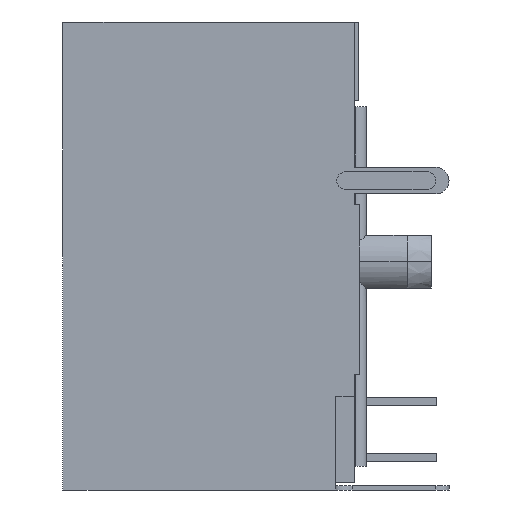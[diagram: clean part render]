
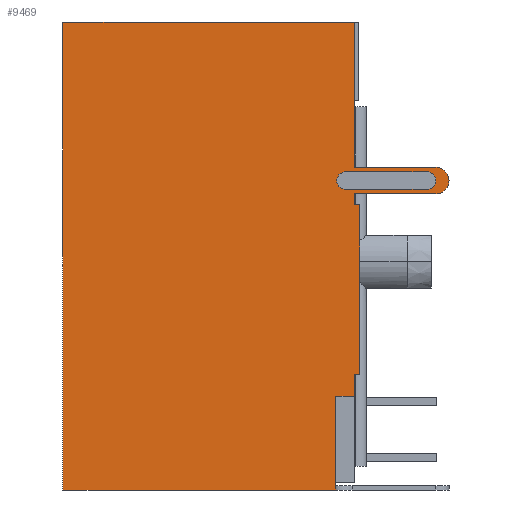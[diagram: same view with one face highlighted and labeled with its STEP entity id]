
A CAD part, left-side view. The second image highlights one B-rep face of the part: STEP entity #9469.
In plain terms, the highlighted planar face has unit normal (-1, 0, 0).
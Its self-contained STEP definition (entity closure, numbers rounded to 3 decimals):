
#54 = CARTESIAN_POINT ( 'NONE',  ( -0.32, 0.85, -20.92 ) ) ;
#163 = ORIENTED_EDGE ( 'NONE', *, *, #13546, .F. ) ;
#321 = VECTOR ( 'NONE', #13258, 1000. ) ;
#500 = CARTESIAN_POINT ( 'NONE',  ( -0.32, 13., -20.92 ) ) ;
#784 = DIRECTION ( 'NONE',  ( 0., 0., -1. ) ) ;
#817 = DIRECTION ( 'NONE',  ( 0., 0., 1. ) ) ;
#897 = DIRECTION ( 'NONE',  ( 0., 0., 1. ) ) ;
#950 = CARTESIAN_POINT ( 'NONE',  ( -0.32, -3.3, -7.26 ) ) ;
#1348 = ORIENTED_EDGE ( 'NONE', *, *, #1862, .F. ) ;
#1530 = EDGE_CURVE ( 'NONE', #11954, #15119, #4662, .T. ) ;
#1705 = VECTOR ( 'NONE', #9861, 1000. ) ;
#1862 = EDGE_CURVE ( 'NONE', #8329, #11104, #22578, .T. ) ;
#1924 = ORIENTED_EDGE ( 'NONE', *, *, #10782, .F. ) ;
#2024 = VERTEX_POINT ( 'NONE', #11567 ) ;
#2166 = VECTOR ( 'NONE', #9723, 1000. ) ;
#2358 = CARTESIAN_POINT ( 'NONE',  ( -0.32, 0., -7.46 ) ) ;
#2576 = DIRECTION ( 'NONE',  ( 1., 0., 0. ) ) ;
#2832 = CARTESIAN_POINT ( 'NONE',  ( -0.32, -0.25, -15.67 ) ) ;
#3032 = CARTESIAN_POINT ( 'NONE',  ( -0.32, -3.3, -7.26 ) ) ;
#3123 = EDGE_CURVE ( 'NONE', #4539, #5959, #4467, .T. ) ;
#3257 = VERTEX_POINT ( 'NONE', #15271 ) ;
#3317 = VERTEX_POINT ( 'NONE', #3032 ) ;
#3418 = VERTEX_POINT ( 'NONE', #17534 ) ;
#4299 = AXIS2_PLACEMENT_3D ( 'NONE', #13132, #2576, #14907 ) ;
#4406 = LINE ( 'NONE', #950, #321 ) ;
#4467 = LINE ( 'NONE', #11402, #13861 ) ;
#4481 = DIRECTION ( 'NONE',  ( 1., 0., 0. ) ) ;
#4539 = VERTEX_POINT ( 'NONE', #15679 ) ;
#4555 = LINE ( 'NONE', #500, #5123 ) ;
#4662 = LINE ( 'NONE', #7828, #5752 ) ;
#4663 = CARTESIAN_POINT ( 'NONE',  ( -0.32, -0.25, -7.96 ) ) ;
#4788 = VERTEX_POINT ( 'NONE', #18373 ) ;
#5123 = VECTOR ( 'NONE', #12792, 1000. ) ;
#5692 = CARTESIAN_POINT ( 'NONE',  ( -0.32, 0., -16.67 ) ) ;
#5752 = VECTOR ( 'NONE', #14249, 1000. ) ;
#5780 = EDGE_CURVE ( 'NONE', #3418, #8329, #14702, .T. ) ;
#5872 = DIRECTION ( 'NONE',  ( 0., 0., -1. ) ) ;
#5899 = CIRCLE ( 'NONE', #11367, 0.6 ) ;
#5959 = VERTEX_POINT ( 'NONE', #4663 ) ;
#5992 = LINE ( 'NONE', #5692, #10130 ) ;
#6027 = FACE_OUTER_BOUND ( 'NONE', #16661, .T. ) ;
#6269 = EDGE_CURVE ( 'NONE', #9319, #2024, #13835, .T. ) ;
#6315 = LINE ( 'NONE', #2832, #1705 ) ;
#6950 = CARTESIAN_POINT ( 'NONE',  ( -0.32, 13.25, 0.35 ) ) ;
#7074 = EDGE_CURVE ( 'NONE', #3317, #4788, #4406, .T. ) ;
#7168 = DIRECTION ( 'NONE',  ( 0., 0., -1. ) ) ;
#7642 = EDGE_CURVE ( 'NONE', #7986, #3418, #20344, .T. ) ;
#7828 = CARTESIAN_POINT ( 'NONE',  ( -0.32, 0.4, -6.46 ) ) ;
#7986 = VERTEX_POINT ( 'NONE', #6950 ) ;
#8329 = VERTEX_POINT ( 'NONE', #11558 ) ;
#8965 = VECTOR ( 'NONE', #18122, 1000. ) ;
#9084 = VECTOR ( 'NONE', #7168, 1000. ) ;
#9264 = ORIENTED_EDGE ( 'NONE', *, *, #7074, .T. ) ;
#9285 = ORIENTED_EDGE ( 'NONE', *, *, #20802, .F. ) ;
#9292 = ORIENTED_EDGE ( 'NONE', *, *, #15939, .F. ) ;
#9310 = CARTESIAN_POINT ( 'NONE',  ( -0.32, 0.4, -6.46 ) ) ;
#9319 = VERTEX_POINT ( 'NONE', #18007 ) ;
#9469 = ADVANCED_FACE ( 'NONE', ( #6027, #19601 ), #13033, .T. ) ;
#9626 = CARTESIAN_POINT ( 'NONE',  ( -0.32, 0., -15.67 ) ) ;
#9705 = DIRECTION ( 'NONE',  ( 0., 0., 1. ) ) ;
#9723 = DIRECTION ( 'NONE',  ( 0., -1., 0. ) ) ;
#9861 = DIRECTION ( 'NONE',  ( 0., 1., 0. ) ) ;
#10098 = VECTOR ( 'NONE', #5872, 1000. ) ;
#10130 = VECTOR ( 'NONE', #19824, 1000. ) ;
#10148 = CARTESIAN_POINT ( 'NONE',  ( -0.32, -0.25, -7.96 ) ) ;
#10410 = CARTESIAN_POINT ( 'NONE',  ( -0.32, 13.25, -20.92 ) ) ;
#10432 = DIRECTION ( 'NONE',  ( 1., 0., 0. ) ) ;
#10571 = CARTESIAN_POINT ( 'NONE',  ( -0.32, 0., -6.26 ) ) ;
#10732 = ORIENTED_EDGE ( 'NONE', *, *, #13991, .T. ) ;
#10782 = EDGE_CURVE ( 'NONE', #15408, #9319, #18626, .T. ) ;
#10925 = CARTESIAN_POINT ( 'NONE',  ( -0.32, -3.7, -7.46 ) ) ;
#11076 = EDGE_CURVE ( 'NONE', #5959, #2024, #22461, .T. ) ;
#11104 = VERTEX_POINT ( 'NONE', #13732 ) ;
#11305 = DIRECTION ( 'NONE',  ( -1., 0., 0. ) ) ;
#11367 = AXIS2_PLACEMENT_3D ( 'NONE', #15056, #4481, #16829 ) ;
#11402 = CARTESIAN_POINT ( 'NONE',  ( -0.32, -0.25, -7.96 ) ) ;
#11558 = CARTESIAN_POINT ( 'NONE',  ( -0.32, 0., -6.26 ) ) ;
#11567 = CARTESIAN_POINT ( 'NONE',  ( -0.32, 0., -7.96 ) ) ;
#11577 = ORIENTED_EDGE ( 'NONE', *, *, #1530, .T. ) ;
#11784 = CIRCLE ( 'NONE', #18444, 0.4 ) ;
#11851 = VECTOR ( 'NONE', #9705, 1000. ) ;
#11954 = VERTEX_POINT ( 'NONE', #9310 ) ;
#12126 = EDGE_CURVE ( 'NONE', #15260, #7986, #17131, .T. ) ;
#12373 = DIRECTION ( 'NONE',  ( 0., -1., 0. ) ) ;
#12566 = ORIENTED_EDGE ( 'NONE', *, *, #6269, .F. ) ;
#12670 = CARTESIAN_POINT ( 'NONE',  ( -0.32, -3.7, -7.46 ) ) ;
#12735 = VERTEX_POINT ( 'NONE', #54 ) ;
#12792 = DIRECTION ( 'NONE',  ( 0., 1., 0. ) ) ;
#12825 = CIRCLE ( 'NONE', #4299, 0.4 ) ;
#13033 = PLANE ( 'NONE',  #17185 ) ;
#13075 = VECTOR ( 'NONE', #18976, 1000. ) ;
#13132 = CARTESIAN_POINT ( 'NONE',  ( -0.32, 0.4, -6.86 ) ) ;
#13194 = VECTOR ( 'NONE', #12373, 1000. ) ;
#13258 = DIRECTION ( 'NONE',  ( 0., 1., 0. ) ) ;
#13274 = EDGE_CURVE ( 'NONE', #15119, #3317, #11784, .T. ) ;
#13546 = EDGE_CURVE ( 'NONE', #20105, #3257, #19531, .T. ) ;
#13732 = CARTESIAN_POINT ( 'NONE',  ( -0.32, -3.7, -6.26 ) ) ;
#13835 = LINE ( 'NONE', #19562, #9084 ) ;
#13861 = VECTOR ( 'NONE', #897, 1000. ) ;
#13952 = VECTOR ( 'NONE', #14523, 1000. ) ;
#13991 = EDGE_CURVE ( 'NONE', #4788, #11954, #12825, .T. ) ;
#14029 = EDGE_CURVE ( 'NONE', #11104, #15408, #5899, .T. ) ;
#14249 = DIRECTION ( 'NONE',  ( 0., -1., 0. ) ) ;
#14523 = DIRECTION ( 'NONE',  ( 0., 1., 0. ) ) ;
#14702 = LINE ( 'NONE', #18245, #19411 ) ;
#14907 = DIRECTION ( 'NONE',  ( 0., 0., -1. ) ) ;
#15056 = CARTESIAN_POINT ( 'NONE',  ( -0.32, -3.7, -6.86 ) ) ;
#15119 = VERTEX_POINT ( 'NONE', #17090 ) ;
#15260 = VERTEX_POINT ( 'NONE', #10410 ) ;
#15271 = CARTESIAN_POINT ( 'NONE',  ( -0.32, 0., -16.67 ) ) ;
#15408 = VERTEX_POINT ( 'NONE', #12670 ) ;
#15679 = CARTESIAN_POINT ( 'NONE',  ( -0.32, -0.25, -15.67 ) ) ;
#15695 = ORIENTED_EDGE ( 'NONE', *, *, #5780, .F. ) ;
#15833 = EDGE_LOOP ( 'NONE', ( #9264, #10732, #11577, #20820 ) ) ;
#15912 = EDGE_CURVE ( 'NONE', #12735, #15260, #4555, .T. ) ;
#15939 = EDGE_CURVE ( 'NONE', #16408, #12735, #18398, .T. ) ;
#16321 = CARTESIAN_POINT ( 'NONE',  ( -0.32, 0.85, -20.67 ) ) ;
#16408 = VERTEX_POINT ( 'NONE', #17747 ) ;
#16661 = EDGE_LOOP ( 'NONE', ( #1348, #15695, #20897, #18497, #19854, #9292, #9285, #163, #21050, #19662, #17673, #12566, #1924, #20679 ) ) ;
#16829 = DIRECTION ( 'NONE',  ( 0., 0., -1. ) ) ;
#17090 = CARTESIAN_POINT ( 'NONE',  ( -0.32, -3.3, -6.46 ) ) ;
#17131 = LINE ( 'NONE', #22070, #11851 ) ;
#17185 = AXIS2_PLACEMENT_3D ( 'NONE', #21890, #11305, #817 ) ;
#17534 = CARTESIAN_POINT ( 'NONE',  ( -0.32, 0., 0.35 ) ) ;
#17673 = ORIENTED_EDGE ( 'NONE', *, *, #11076, .T. ) ;
#17747 = CARTESIAN_POINT ( 'NONE',  ( -0.32, 0.85, -16.67 ) ) ;
#18007 = CARTESIAN_POINT ( 'NONE',  ( -0.32, 0., -7.46 ) ) ;
#18122 = DIRECTION ( 'NONE',  ( 0., 0., -1. ) ) ;
#18245 = CARTESIAN_POINT ( 'NONE',  ( -0.32, 0., 0.35 ) ) ;
#18373 = CARTESIAN_POINT ( 'NONE',  ( -0.32, 0.4, -7.26 ) ) ;
#18398 = LINE ( 'NONE', #16321, #8965 ) ;
#18444 = AXIS2_PLACEMENT_3D ( 'NONE', #21018, #10432, #22822 ) ;
#18497 = ORIENTED_EDGE ( 'NONE', *, *, #12126, .F. ) ;
#18626 = LINE ( 'NONE', #10925, #13952 ) ;
#18976 = DIRECTION ( 'NONE',  ( 0., 1., 0. ) ) ;
#19411 = VECTOR ( 'NONE', #784, 1000. ) ;
#19531 = LINE ( 'NONE', #2358, #10098 ) ;
#19562 = CARTESIAN_POINT ( 'NONE',  ( -0.32, 0., -7.46 ) ) ;
#19601 = FACE_BOUND ( 'NONE', #15833, .T. ) ;
#19662 = ORIENTED_EDGE ( 'NONE', *, *, #3123, .T. ) ;
#19824 = DIRECTION ( 'NONE',  ( 0., 1., 0. ) ) ;
#19854 = ORIENTED_EDGE ( 'NONE', *, *, #15912, .F. ) ;
#20105 = VERTEX_POINT ( 'NONE', #9626 ) ;
#20189 = EDGE_CURVE ( 'NONE', #4539, #20105, #6315, .T. ) ;
#20344 = LINE ( 'NONE', #22087, #2166 ) ;
#20679 = ORIENTED_EDGE ( 'NONE', *, *, #14029, .F. ) ;
#20802 = EDGE_CURVE ( 'NONE', #3257, #16408, #5992, .T. ) ;
#20820 = ORIENTED_EDGE ( 'NONE', *, *, #13274, .T. ) ;
#20897 = ORIENTED_EDGE ( 'NONE', *, *, #7642, .F. ) ;
#21018 = CARTESIAN_POINT ( 'NONE',  ( -0.32, -3.3, -6.86 ) ) ;
#21050 = ORIENTED_EDGE ( 'NONE', *, *, #20189, .F. ) ;
#21890 = CARTESIAN_POINT ( 'NONE',  ( -0.32, 13., -20.92 ) ) ;
#22070 = CARTESIAN_POINT ( 'NONE',  ( -0.32, 13.25, -20.92 ) ) ;
#22087 = CARTESIAN_POINT ( 'NONE',  ( -0.32, 13.25, 0.35 ) ) ;
#22461 = LINE ( 'NONE', #10148, #13075 ) ;
#22578 = LINE ( 'NONE', #10571, #13194 ) ;
#22822 = DIRECTION ( 'NONE',  ( 0., 0., -1. ) ) ;
